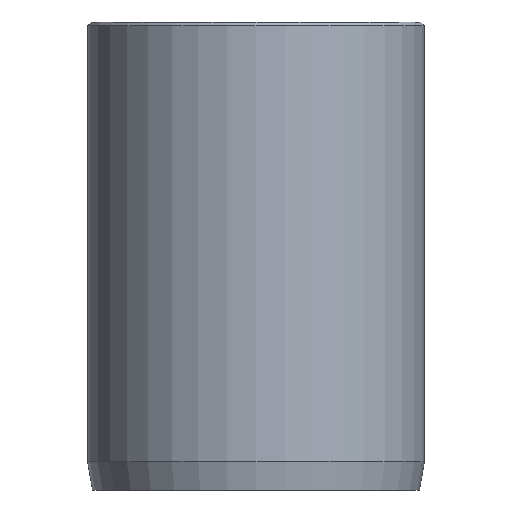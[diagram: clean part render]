
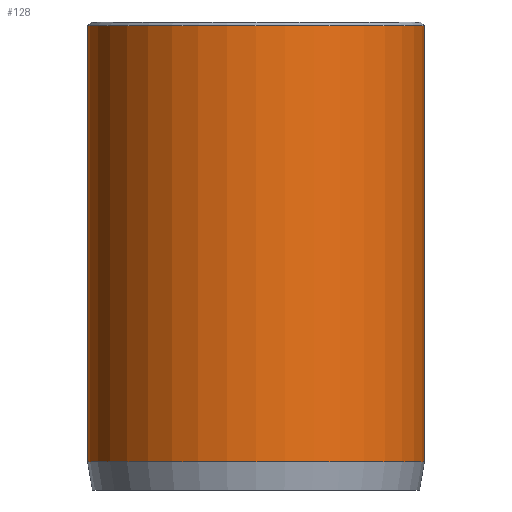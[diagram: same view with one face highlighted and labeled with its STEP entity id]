
A CAD part, front view. The second image highlights one B-rep face of the part: STEP entity #128.
In plain terms, the highlighted cylindrical face has radius 9 mm (diameter 18 mm), a partial arc.
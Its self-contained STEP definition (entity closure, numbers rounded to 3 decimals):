
#17 = DIRECTION ( 'NONE',  ( 0., 0., -1. ) ) ;
#36 = CIRCLE ( 'NONE', #617, 9. ) ;
#40 = FACE_OUTER_BOUND ( 'NONE', #856, .T. ) ;
#114 = CARTESIAN_POINT ( 'NONE',  ( 0., 0., 25. ) ) ;
#128 = ADVANCED_FACE ( 'NONE', ( #40 ), #283, .T. ) ;
#181 = DIRECTION ( 'NONE',  ( 0., 0., -1. ) ) ;
#199 = ORIENTED_EDGE ( 'NONE', *, *, #818, .T. ) ;
#273 = CARTESIAN_POINT ( 'NONE',  ( 9., 0., 25. ) ) ;
#283 = CYLINDRICAL_SURFACE ( 'NONE', #609, 9. ) ;
#294 = DIRECTION ( 'NONE',  ( 0., 0., -1. ) ) ;
#302 = ORIENTED_EDGE ( 'NONE', *, *, #621, .F. ) ;
#317 = VERTEX_POINT ( 'NONE', #667 ) ;
#339 = VERTEX_POINT ( 'NONE', #586 ) ;
#439 = CARTESIAN_POINT ( 'NONE',  ( 0., 0., 1.5 ) ) ;
#533 = DIRECTION ( 'NONE',  ( 1., 0., 0. ) ) ;
#566 = CARTESIAN_POINT ( 'NONE',  ( -9., 0., 1.5 ) ) ;
#573 = LINE ( 'NONE', #610, #1097 ) ;
#586 = CARTESIAN_POINT ( 'NONE',  ( 9., 0., 24.8 ) ) ;
#609 = AXIS2_PLACEMENT_3D ( 'NONE', #114, #294, #680 ) ;
#610 = CARTESIAN_POINT ( 'NONE',  ( -9., 0., 25. ) ) ;
#617 = AXIS2_PLACEMENT_3D ( 'NONE', #439, #1102, #533 ) ;
#621 = EDGE_CURVE ( 'NONE', #339, #726, #977, .T. ) ;
#626 = EDGE_CURVE ( 'NONE', #339, #317, #1190, .T. ) ;
#667 = CARTESIAN_POINT ( 'NONE',  ( -9., 0., 24.8 ) ) ;
#678 = CARTESIAN_POINT ( 'NONE',  ( 9., 0., 1.5 ) ) ;
#680 = DIRECTION ( 'NONE',  ( -1., 0., 0. ) ) ;
#726 = VERTEX_POINT ( 'NONE', #678 ) ;
#733 = ORIENTED_EDGE ( 'NONE', *, *, #808, .T. ) ;
#758 = CARTESIAN_POINT ( 'NONE',  ( 0., 0., 24.8 ) ) ;
#804 = ORIENTED_EDGE ( 'NONE', *, *, #626, .T. ) ;
#808 = EDGE_CURVE ( 'NONE', #317, #1251, #573, .T. ) ;
#818 = EDGE_CURVE ( 'NONE', #1251, #726, #36, .T. ) ;
#855 = DIRECTION ( 'NONE',  ( 1., 0., 0. ) ) ;
#856 = EDGE_LOOP ( 'NONE', ( #302, #804, #733, #199 ) ) ;
#937 = VECTOR ( 'NONE', #945, 1000. ) ;
#945 = DIRECTION ( 'NONE',  ( 0., 0., -1. ) ) ;
#977 = LINE ( 'NONE', #273, #937 ) ;
#1090 = AXIS2_PLACEMENT_3D ( 'NONE', #758, #181, #855 ) ;
#1097 = VECTOR ( 'NONE', #17, 1000. ) ;
#1102 = DIRECTION ( 'NONE',  ( 0., 0., 1. ) ) ;
#1190 = CIRCLE ( 'NONE', #1090, 9. ) ;
#1251 = VERTEX_POINT ( 'NONE', #566 ) ;
